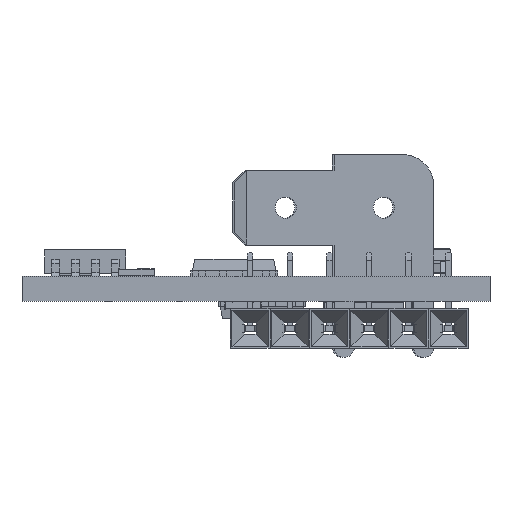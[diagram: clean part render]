
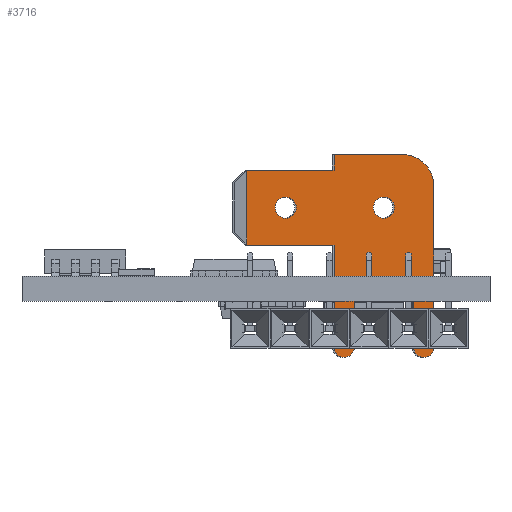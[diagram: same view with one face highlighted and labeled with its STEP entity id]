
A CAD part, front view. The second image highlights one B-rep face of the part: STEP entity #3716.
In plain terms, the highlighted face is planar.
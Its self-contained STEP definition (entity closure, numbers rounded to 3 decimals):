
#3672 = VERTEX_POINT('',#3673);
#3673 = CARTESIAN_POINT('',(5.625,4.4,-0.5));
#3679 = EDGE_CURVE('',#3680,#3672,#3682,.T.);
#3680 = VERTEX_POINT('',#3681);
#3681 = CARTESIAN_POINT('',(6.975,4.4,-0.5));
#3682 = CIRCLE('',#3683,0.675);
#3683 = AXIS2_PLACEMENT_3D('',#3684,#3685,#3686);
#3684 = CARTESIAN_POINT('',(6.3,4.4,-0.5));
#3685 = DIRECTION('',(0.,0.,-1.));
#3686 = DIRECTION('',(1.,0.,0.));
#3704 = EDGE_CURVE('',#3672,#3680,#3705,.T.);
#3705 = CIRCLE('',#3706,0.675);
#3706 = AXIS2_PLACEMENT_3D('',#3707,#3708,#3709);
#3707 = CARTESIAN_POINT('',(6.3,4.4,-0.5));
#3708 = DIRECTION('',(0.,0.,-1.));
#3709 = DIRECTION('',(-1.,0.,0.));
#3716 = ADVANCED_FACE('',(#3717,#3826,#3830),#3850,.F.);
#3717 = FACE_BOUND('',#3718,.T.);
#3718 = EDGE_LOOP('',(#3719,#3729,#3737,#3746,#3754,#3762,#3770,#3779,
    #3787,#3796,#3804,#3812,#3820));
#3719 = ORIENTED_EDGE('',*,*,#3720,.F.);
#3720 = EDGE_CURVE('',#3721,#3723,#3725,.T.);
#3721 = VERTEX_POINT('',#3722);
#3722 = CARTESIAN_POINT('',(3.2,2.,-0.5));
#3723 = VERTEX_POINT('',#3724);
#3724 = CARTESIAN_POINT('',(8.8,2.,-0.5));
#3725 = LINE('',#3726,#3727);
#3726 = CARTESIAN_POINT('',(3.2,2.,-0.5));
#3727 = VECTOR('',#3728,1.);
#3728 = DIRECTION('',(1.,0.,0.));
#3729 = ORIENTED_EDGE('',*,*,#3730,.F.);
#3730 = EDGE_CURVE('',#3731,#3721,#3733,.T.);
#3731 = VERTEX_POINT('',#3732);
#3732 = CARTESIAN_POINT('',(3.2,-4.55,-0.5));
#3733 = LINE('',#3734,#3735);
#3734 = CARTESIAN_POINT('',(3.2,-4.55,-0.5));
#3735 = VECTOR('',#3736,1.);
#3736 = DIRECTION('',(0.,1.,0.));
#3737 = ORIENTED_EDGE('',*,*,#3738,.F.);
#3738 = EDGE_CURVE('',#3739,#3731,#3741,.T.);
#3739 = VERTEX_POINT('',#3740);
#3740 = CARTESIAN_POINT('',(1.9,-4.55,-0.5));
#3741 = CIRCLE('',#3742,0.65);
#3742 = AXIS2_PLACEMENT_3D('',#3743,#3744,#3745);
#3743 = CARTESIAN_POINT('',(2.55,-4.55,-0.5));
#3744 = DIRECTION('',(0.,0.,1.));
#3745 = DIRECTION('',(-1.,0.,0.));
#3746 = ORIENTED_EDGE('',*,*,#3747,.F.);
#3747 = EDGE_CURVE('',#3748,#3739,#3750,.T.);
#3748 = VERTEX_POINT('',#3749);
#3749 = CARTESIAN_POINT('',(1.9,0.,-0.5));
#3750 = LINE('',#3751,#3752);
#3751 = CARTESIAN_POINT('',(1.9,0.,-0.5));
#3752 = VECTOR('',#3753,1.);
#3753 = DIRECTION('',(0.,-1.,0.));
#3754 = ORIENTED_EDGE('',*,*,#3755,.F.);
#3755 = EDGE_CURVE('',#3756,#3748,#3758,.T.);
#3756 = VERTEX_POINT('',#3757);
#3757 = CARTESIAN_POINT('',(-1.9,0.,-0.5));
#3758 = LINE('',#3759,#3760);
#3759 = CARTESIAN_POINT('',(-1.9,0.,-0.5));
#3760 = VECTOR('',#3761,1.);
#3761 = DIRECTION('',(1.,0.,0.));
#3762 = ORIENTED_EDGE('',*,*,#3763,.F.);
#3763 = EDGE_CURVE('',#3764,#3756,#3766,.T.);
#3764 = VERTEX_POINT('',#3765);
#3765 = CARTESIAN_POINT('',(-1.9,-4.55,-0.5));
#3766 = LINE('',#3767,#3768);
#3767 = CARTESIAN_POINT('',(-1.9,-4.55,-0.5));
#3768 = VECTOR('',#3769,1.);
#3769 = DIRECTION('',(0.,1.,0.));
#3770 = ORIENTED_EDGE('',*,*,#3771,.F.);
#3771 = EDGE_CURVE('',#3772,#3764,#3774,.T.);
#3772 = VERTEX_POINT('',#3773);
#3773 = CARTESIAN_POINT('',(-3.2,-4.55,-0.5));
#3774 = CIRCLE('',#3775,0.65);
#3775 = AXIS2_PLACEMENT_3D('',#3776,#3777,#3778);
#3776 = CARTESIAN_POINT('',(-2.55,-4.55,-0.5));
#3777 = DIRECTION('',(0.,0.,1.));
#3778 = DIRECTION('',(-1.,0.,0.));
#3779 = ORIENTED_EDGE('',*,*,#3780,.F.);
#3780 = EDGE_CURVE('',#3781,#3772,#3783,.T.);
#3781 = VERTEX_POINT('',#3782);
#3782 = CARTESIAN_POINT('',(-3.2,5.8,-0.5));
#3783 = LINE('',#3784,#3785);
#3784 = CARTESIAN_POINT('',(-3.2,5.8,-0.5));
#3785 = VECTOR('',#3786,1.);
#3786 = DIRECTION('',(0.,-1.,0.));
#3787 = ORIENTED_EDGE('',*,*,#3788,.F.);
#3788 = EDGE_CURVE('',#3789,#3781,#3791,.T.);
#3789 = VERTEX_POINT('',#3790);
#3790 = CARTESIAN_POINT('',(-1.2,7.8,-0.5));
#3791 = CIRCLE('',#3792,2.);
#3792 = AXIS2_PLACEMENT_3D('',#3793,#3794,#3795);
#3793 = CARTESIAN_POINT('',(-1.2,5.8,-0.5));
#3794 = DIRECTION('',(0.,0.,1.));
#3795 = DIRECTION('',(0.,1.,0.));
#3796 = ORIENTED_EDGE('',*,*,#3797,.F.);
#3797 = EDGE_CURVE('',#3798,#3789,#3800,.T.);
#3798 = VERTEX_POINT('',#3799);
#3799 = CARTESIAN_POINT('',(3.2,7.8,-0.5));
#3800 = LINE('',#3801,#3802);
#3801 = CARTESIAN_POINT('',(3.2,7.8,-0.5));
#3802 = VECTOR('',#3803,1.);
#3803 = DIRECTION('',(-1.,0.,0.));
#3804 = ORIENTED_EDGE('',*,*,#3805,.F.);
#3805 = EDGE_CURVE('',#3806,#3798,#3808,.T.);
#3806 = VERTEX_POINT('',#3807);
#3807 = CARTESIAN_POINT('',(3.2,6.8,-0.5));
#3808 = LINE('',#3809,#3810);
#3809 = CARTESIAN_POINT('',(3.2,6.8,-0.5));
#3810 = VECTOR('',#3811,1.);
#3811 = DIRECTION('',(0.,1.,0.));
#3812 = ORIENTED_EDGE('',*,*,#3813,.F.);
#3813 = EDGE_CURVE('',#3814,#3806,#3816,.T.);
#3814 = VERTEX_POINT('',#3815);
#3815 = CARTESIAN_POINT('',(8.8,6.8,-0.5));
#3816 = LINE('',#3817,#3818);
#3817 = CARTESIAN_POINT('',(8.8,6.8,-0.5));
#3818 = VECTOR('',#3819,1.);
#3819 = DIRECTION('',(-1.,0.,0.));
#3820 = ORIENTED_EDGE('',*,*,#3821,.T.);
#3821 = EDGE_CURVE('',#3814,#3723,#3822,.T.);
#3822 = LINE('',#3823,#3824);
#3823 = CARTESIAN_POINT('',(8.8,6.8,-0.5));
#3824 = VECTOR('',#3825,1.);
#3825 = DIRECTION('',(0.,-1.,0.));
#3826 = FACE_BOUND('',#3827,.T.);
#3827 = EDGE_LOOP('',(#3828,#3829));
#3828 = ORIENTED_EDGE('',*,*,#3704,.F.);
#3829 = ORIENTED_EDGE('',*,*,#3679,.F.);
#3830 = FACE_BOUND('',#3831,.T.);
#3831 = EDGE_LOOP('',(#3832,#3843));
#3832 = ORIENTED_EDGE('',*,*,#3833,.F.);
#3833 = EDGE_CURVE('',#3834,#3836,#3838,.T.);
#3834 = VERTEX_POINT('',#3835);
#3835 = CARTESIAN_POINT('',(-0.675,4.4,-0.5));
#3836 = VERTEX_POINT('',#3837);
#3837 = CARTESIAN_POINT('',(0.675,4.4,-0.5));
#3838 = CIRCLE('',#3839,0.675);
#3839 = AXIS2_PLACEMENT_3D('',#3840,#3841,#3842);
#3840 = CARTESIAN_POINT('',(0.,4.4,-0.5));
#3841 = DIRECTION('',(0.,0.,-1.));
#3842 = DIRECTION('',(-1.,0.,0.));
#3843 = ORIENTED_EDGE('',*,*,#3844,.F.);
#3844 = EDGE_CURVE('',#3836,#3834,#3845,.T.);
#3845 = CIRCLE('',#3846,0.675);
#3846 = AXIS2_PLACEMENT_3D('',#3847,#3848,#3849);
#3847 = CARTESIAN_POINT('',(0.,4.4,-0.5));
#3848 = DIRECTION('',(0.,0.,-1.));
#3849 = DIRECTION('',(1.,0.,0.));
#3850 = PLANE('',#3851);
#3851 = AXIS2_PLACEMENT_3D('',#3852,#3853,#3854);
#3852 = CARTESIAN_POINT('',(0.,0.,-0.5));
#3853 = DIRECTION('',(0.,0.,1.));
#3854 = DIRECTION('',(1.,0.,0.));
